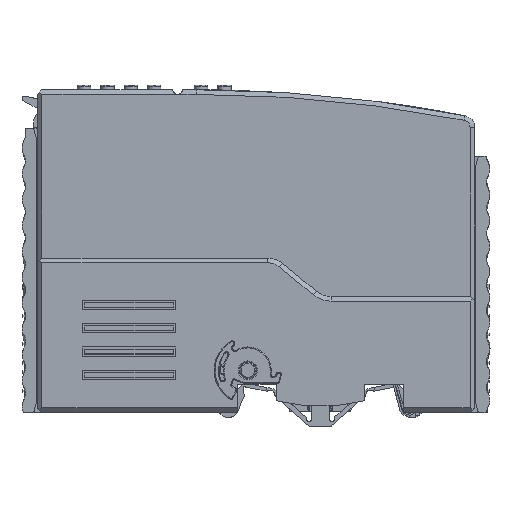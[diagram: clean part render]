
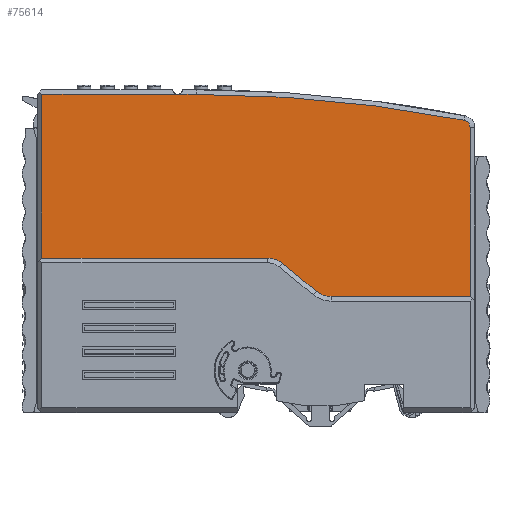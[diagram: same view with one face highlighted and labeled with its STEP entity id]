
A CAD part, top view. The second image highlights one B-rep face of the part: STEP entity #75614.
In plain terms, the highlighted planar face has unit normal (0, 0, 1).
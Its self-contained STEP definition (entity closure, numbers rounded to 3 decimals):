
#14350=DIRECTION('',(0.,-1.,0.));
#14351=VECTOR('',#14350,35.);
#14352=CARTESIAN_POINT('',(1.,68.,-20.));
#14353=LINE('',#14352,#14351);
#14362=DIRECTION('',(-1.,0.,0.));
#14363=VECTOR('',#14362,2.4);
#14364=CARTESIAN_POINT('',(31.6,33.,-20.));
#14365=LINE('',#14364,#14363);
#14366=DIRECTION('',(0.,1.,0.));
#14367=VECTOR('',#14366,1.6);
#14368=CARTESIAN_POINT('',(12.3,31.4,-20.));
#14369=LINE('',#14368,#14367);
#14370=DIRECTION('',(-1.,0.,0.));
#14371=VECTOR('',#14370,11.3);
#14372=CARTESIAN_POINT('',(12.3,33.,-20.));
#14373=LINE('',#14372,#14371);
#14374=CARTESIAN_POINT('',(34.,-231.,-20.));
#14375=DIRECTION('',(0.,0.,-1.));
#14376=DIRECTION('',(0.,1.,0.));
#14377=AXIS2_PLACEMENT_3D('',#14374,#14375,#14376);
#14379=CARTESIAN_POINT('',(90.9,60.906,-20.));
#14380=DIRECTION('',(0.,0.,-1.));
#14381=DIRECTION('',(0.191,0.982,0.));
#14382=AXIS2_PLACEMENT_3D('',#14379,#14380,#14381);
#14384=DIRECTION('',(-1.,0.,0.));
#14385=VECTOR('',#14384,29.712);
#14386=CARTESIAN_POINT('',(92.5,24.8,
-20.));
#14387=LINE('',#14386,#14385);
#14388=CARTESIAN_POINT('',(62.788,29.8,-20.));
#14389=DIRECTION('',(0.,0.,-1.));
#14390=DIRECTION('',(0.,-1.,0.));
#14391=AXIS2_PLACEMENT_3D('',#14388,#14389,#14390);
#14393=DIRECTION('',(-0.773,0.634,0.));
#14394=VECTOR('',#14393,9.356);
#14395=CARTESIAN_POINT('',(59.617,25.934,-20.));
#14396=LINE('',#14395,#14394);
#14397=CARTESIAN_POINT('',(49.212,28.,-20.));
#14398=DIRECTION('',(0.,0.,1.));
#14399=DIRECTION('',(0.634,0.773,0.));
#14400=AXIS2_PLACEMENT_3D('',#14397,#14398,#14399);
#14402=DIRECTION('',(-1.,0.,0.));
#14403=VECTOR('',#14402,0.712);
#14404=CARTESIAN_POINT('',(49.212,33.,-20.));
#14405=LINE('',#14404,#14403);
#14406=DIRECTION('',(-1.,0.,0.));
#14407=VECTOR('',#14406,1.5);
#14408=CARTESIAN_POINT('',(40.8,32.4,-20.));
#14409=LINE('',#14408,#14407);
#14414=DIRECTION('',(1.,0.,0.));
#14415=VECTOR('',#14414,16.9);
#14416=CARTESIAN_POINT('',(31.6,31.4,-20.));
#14417=LINE('',#14416,#14415);
#14434=DIRECTION('',(0.,1.,0.));
#14435=VECTOR('',#14434,1.6);
#14436=CARTESIAN_POINT('',(48.5,31.4,-20.));
#14437=LINE('',#14436,#14435);
#14474=DIRECTION('',(1.,0.,0.));
#14475=VECTOR('',#14474,16.9);
#14476=CARTESIAN_POINT('',(12.3,31.4,-20.));
#14477=LINE('',#14476,#14475);
#14482=DIRECTION('',(0.,1.,0.));
#14483=VECTOR('',#14482,1.6);
#14484=CARTESIAN_POINT('',(29.2,31.4,-20.));
#14485=LINE('',#14484,#14483);
#14506=DIRECTION('',(0.,-1.,0.));
#14507=VECTOR('',#14506,1.6);
#14508=CARTESIAN_POINT('',(31.6,33.,-20.));
#14509=LINE('',#14508,#14507);
#14614=DIRECTION('',(0.,-1.,0.));
#14615=VECTOR('',#14614,0.1);
#14616=CARTESIAN_POINT('',(40.8,32.4,-20.));
#14617=LINE('',#14616,#14615);
#14626=DIRECTION('',(-1.,0.,0.));
#14627=VECTOR('',#14626,1.5);
#14628=CARTESIAN_POINT('',(40.8,32.3,-20.));
#14629=LINE('',#14628,#14627);
#14634=DIRECTION('',(0.,1.,0.));
#14635=VECTOR('',#14634,0.1);
#14636=CARTESIAN_POINT('',(39.3,32.3,-20.));
#14637=LINE('',#14636,#14635);
#15209=DIRECTION('',(0.,1.,0.));
#15210=VECTOR('',#15209,36.106);
#15211=CARTESIAN_POINT('',(92.5,24.8,
-20.));
#15212=LINE('',#15211,#15210);
#15299=DIRECTION('',(-1.,0.,0.));
#15300=VECTOR('',#15299,4.);
#15301=CARTESIAN_POINT('',(34.,68.,-20.));
#15302=LINE('',#15301,#15300);
#15421=DIRECTION('',(-1.,0.,0.));
#15422=VECTOR('',#15421,29.);
#15423=CARTESIAN_POINT('',(30.,68.,-20.));
#15424=LINE('',#15423,#15422);
#49582=CARTESIAN_POINT('',(1.,33.,-20.));
#49583=VERTEX_POINT('',#49582);
#49584=CARTESIAN_POINT('',(1.,68.,-20.));
#49585=VERTEX_POINT('',#49584);
#49588=CARTESIAN_POINT('',(31.6,31.4,-20.));
#49589=CARTESIAN_POINT('',(48.5,31.4,-20.));
#49590=VERTEX_POINT('',#49588);
#49591=VERTEX_POINT('',#49589);
#49592=CARTESIAN_POINT('',(31.6,33.,-20.));
#49593=VERTEX_POINT('',#49592);
#49594=CARTESIAN_POINT('',(29.2,33.,-20.));
#49595=VERTEX_POINT('',#49594);
#49596=CARTESIAN_POINT('',(29.2,31.4,-20.));
#49597=VERTEX_POINT('',#49596);
#49598=CARTESIAN_POINT('',(12.3,31.4,-20.));
#49599=VERTEX_POINT('',#49598);
#49600=CARTESIAN_POINT('',(12.3,33.,-20.));
#49601=VERTEX_POINT('',#49600);
#49602=CARTESIAN_POINT('',(30.,68.,-20.));
#49603=VERTEX_POINT('',#49602);
#49604=CARTESIAN_POINT('',(34.,68.,-20.));
#49605=VERTEX_POINT('',#49604);
#49606=CARTESIAN_POINT('',(91.206,62.477,
-20.));
#49607=VERTEX_POINT('',#49606);
#49608=CARTESIAN_POINT('',(92.5,60.906,-20.));
#49609=VERTEX_POINT('',#49608);
#49610=CARTESIAN_POINT('',(92.5,24.8,
-20.));
#49611=VERTEX_POINT('',#49610);
#49612=CARTESIAN_POINT('',(62.788,24.8,-20.));
#49613=VERTEX_POINT('',#49612);
#49614=CARTESIAN_POINT('',(59.617,25.934,-20.));
#49615=VERTEX_POINT('',#49614);
#49616=CARTESIAN_POINT('',(52.383,31.866,-20.));
#49617=VERTEX_POINT('',#49616);
#49618=CARTESIAN_POINT('',(49.212,33.,-20.));
#49619=VERTEX_POINT('',#49618);
#49620=CARTESIAN_POINT('',(48.5,33.,-20.));
#49621=VERTEX_POINT('',#49620);
#49622=CARTESIAN_POINT('',(40.8,32.3,-20.));
#49623=CARTESIAN_POINT('',(39.3,32.3,-20.));
#49624=VERTEX_POINT('',#49622);
#49625=VERTEX_POINT('',#49623);
#49626=CARTESIAN_POINT('',(40.8,32.4,-20.));
#49627=VERTEX_POINT('',#49626);
#49628=CARTESIAN_POINT('',(39.3,32.4,-20.));
#49629=VERTEX_POINT('',#49628);
#75560=CARTESIAN_POINT('',(46.75,46.4,-20.));
#75561=DIRECTION('',(0.,0.,1.));
#75562=DIRECTION('',(1.,0.,0.));
#75563=AXIS2_PLACEMENT_3D('',#75560,#75561,#75562);
#75564=PLANE('',#75563);
#75566=ORIENTED_EDGE('',*,*,#75565,.F.);
#75568=ORIENTED_EDGE('',*,*,#75567,.F.);
#75570=ORIENTED_EDGE('',*,*,#75569,.T.);
#75572=ORIENTED_EDGE('',*,*,#75571,.F.);
#75574=ORIENTED_EDGE('',*,*,#75573,.F.);
#75576=ORIENTED_EDGE('',*,*,#75575,.T.);
#75578=ORIENTED_EDGE('',*,*,#75577,.T.);
#75579=ORIENTED_EDGE('',*,*,#75549,.F.);
#75581=ORIENTED_EDGE('',*,*,#75580,.F.);
#75583=ORIENTED_EDGE('',*,*,#75582,.F.);
#75585=ORIENTED_EDGE('',*,*,#75584,.T.);
#75587=ORIENTED_EDGE('',*,*,#75586,.T.);
#75589=ORIENTED_EDGE('',*,*,#75588,.F.);
#75591=ORIENTED_EDGE('',*,*,#75590,.T.);
#75593=ORIENTED_EDGE('',*,*,#75592,.T.);
#75595=ORIENTED_EDGE('',*,*,#75594,.T.);
#75597=ORIENTED_EDGE('',*,*,#75596,.T.);
#75599=ORIENTED_EDGE('',*,*,#75598,.T.);
#75601=ORIENTED_EDGE('',*,*,#75600,.F.);
#75602=EDGE_LOOP('',(#75566,#75568,#75570,#75572,#75574,#75576,#75578,#75579,
#75581,#75583,#75585,#75587,#75589,#75591,#75593,#75595,#75597,#75599,#75601));
#75603=FACE_OUTER_BOUND('',#75602,.F.);
#75605=ORIENTED_EDGE('',*,*,#75604,.F.);
#75607=ORIENTED_EDGE('',*,*,#75606,.F.);
#75609=ORIENTED_EDGE('',*,*,#75608,.T.);
#75611=ORIENTED_EDGE('',*,*,#75610,.F.);
#75612=EDGE_LOOP('',(#75605,#75607,#75609,#75611));
#75613=FACE_BOUND('',#75612,.F.);
#75614=ADVANCED_FACE('',(#75603,#75613),#75564,.T.);
#14378=CIRCLE('',#14377,299.);
#14383=CIRCLE('',#14382,1.6);
#14392=CIRCLE('',#14391,5.);
#14401=CIRCLE('',#14400,5.);
#75549=EDGE_CURVE('',#49585,#49583,#14353,.T.);
#75565=EDGE_CURVE('',#49590,#49591,#14417,.T.);
#75567=EDGE_CURVE('',#49593,#49590,#14509,.T.);
#75569=EDGE_CURVE('',#49593,#49595,#14365,.T.);
#75571=EDGE_CURVE('',#49597,#49595,#14485,.T.);
#75573=EDGE_CURVE('',#49599,#49597,#14477,.T.);
#75575=EDGE_CURVE('',#49599,#49601,#14369,.T.);
#75577=EDGE_CURVE('',#49601,#49583,#14373,.T.);
#75580=EDGE_CURVE('',#49603,#49585,#15424,.T.);
#75582=EDGE_CURVE('',#49605,#49603,#15302,.T.);
#75584=EDGE_CURVE('',#49605,#49607,#14378,.T.);
#75586=EDGE_CURVE('',#49607,#49609,#14383,.T.);
#75588=EDGE_CURVE('',#49611,#49609,#15212,.T.);
#75590=EDGE_CURVE('',#49611,#49613,#14387,.T.);
#75592=EDGE_CURVE('',#49613,#49615,#14392,.T.);
#75594=EDGE_CURVE('',#49615,#49617,#14396,.T.);
#75596=EDGE_CURVE('',#49617,#49619,#14401,.T.);
#75598=EDGE_CURVE('',#49619,#49621,#14405,.T.);
#75600=EDGE_CURVE('',#49591,#49621,#14437,.T.);
#75604=EDGE_CURVE('',#49624,#49625,#14629,.T.);
#75606=EDGE_CURVE('',#49627,#49624,#14617,.T.);
#75608=EDGE_CURVE('',#49627,#49629,#14409,.T.);
#75610=EDGE_CURVE('',#49625,#49629,#14637,.T.);
